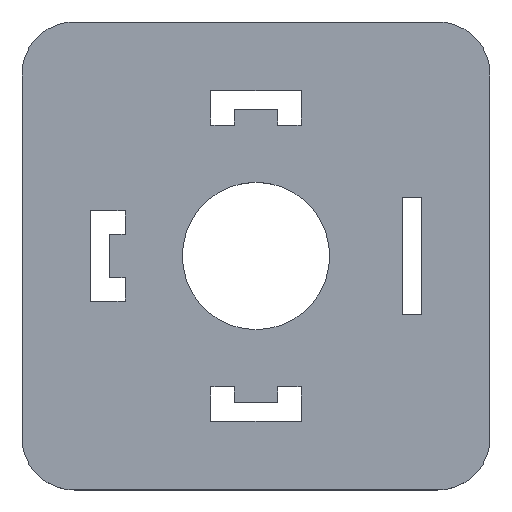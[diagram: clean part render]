
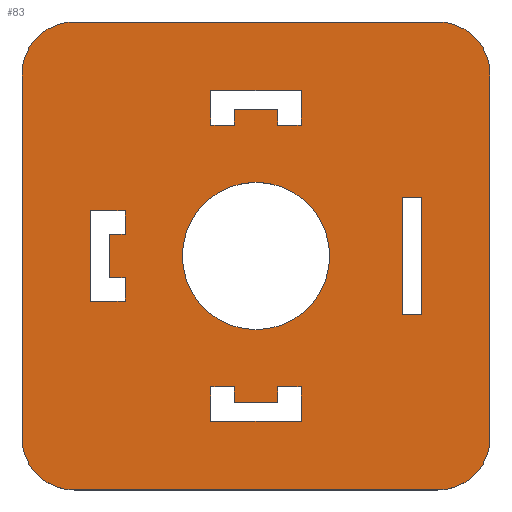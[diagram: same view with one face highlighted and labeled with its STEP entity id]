
A CAD part, top view. The second image highlights one B-rep face of the part: STEP entity #83.
In plain terms, the highlighted planar face has unit normal (0, 0, 1).
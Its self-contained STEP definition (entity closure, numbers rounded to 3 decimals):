
#83=ADVANCED_FACE('',(#166,#167,#168,#169,#170,#171),#122,.T.);
#122=PLANE('',#840);
#156=CIRCLE('',#835,4.25);
#157=CIRCLE('',#836,3.);
#158=CIRCLE('',#837,3.);
#159=CIRCLE('',#838,3.);
#160=CIRCLE('',#839,3.);
#166=FACE_BOUND('',#180,.T.);
#167=FACE_BOUND('',#181,.T.);
#168=FACE_BOUND('',#182,.T.);
#169=FACE_BOUND('',#183,.T.);
#170=FACE_BOUND('',#184,.T.);
#171=FACE_BOUND('',#185,.T.);
#180=EDGE_LOOP('',(#230,#231,#232,#233,#234,#235,#236,#237));
#181=EDGE_LOOP('',(#238,#239,#240,#241,#242,#243,#244,#245));
#182=EDGE_LOOP('',(#246,#247,#248,#249,#250,#251,#252,#253));
#183=EDGE_LOOP('',(#254,#255,#256,#257));
#184=EDGE_LOOP('',(#258));
#185=EDGE_LOOP('',(#259,#260,#261,#262,#263,#264,#265,#266));
#230=ORIENTED_EDGE('',*,*,#524,.F.);
#231=ORIENTED_EDGE('',*,*,#525,.F.);
#232=ORIENTED_EDGE('',*,*,#526,.T.);
#233=ORIENTED_EDGE('',*,*,#527,.F.);
#234=ORIENTED_EDGE('',*,*,#528,.F.);
#235=ORIENTED_EDGE('',*,*,#529,.T.);
#236=ORIENTED_EDGE('',*,*,#530,.T.);
#237=ORIENTED_EDGE('',*,*,#531,.F.);
#238=ORIENTED_EDGE('',*,*,#532,.F.);
#239=ORIENTED_EDGE('',*,*,#533,.F.);
#240=ORIENTED_EDGE('',*,*,#534,.T.);
#241=ORIENTED_EDGE('',*,*,#535,.F.);
#242=ORIENTED_EDGE('',*,*,#536,.F.);
#243=ORIENTED_EDGE('',*,*,#537,.T.);
#244=ORIENTED_EDGE('',*,*,#538,.T.);
#245=ORIENTED_EDGE('',*,*,#539,.F.);
#246=ORIENTED_EDGE('',*,*,#540,.F.);
#247=ORIENTED_EDGE('',*,*,#541,.F.);
#248=ORIENTED_EDGE('',*,*,#542,.T.);
#249=ORIENTED_EDGE('',*,*,#543,.F.);
#250=ORIENTED_EDGE('',*,*,#544,.F.);
#251=ORIENTED_EDGE('',*,*,#545,.T.);
#252=ORIENTED_EDGE('',*,*,#546,.T.);
#253=ORIENTED_EDGE('',*,*,#547,.F.);
#254=ORIENTED_EDGE('',*,*,#548,.F.);
#255=ORIENTED_EDGE('',*,*,#549,.T.);
#256=ORIENTED_EDGE('',*,*,#550,.T.);
#257=ORIENTED_EDGE('',*,*,#551,.F.);
#258=ORIENTED_EDGE('',*,*,#552,.T.);
#259=ORIENTED_EDGE('',*,*,#553,.F.);
#260=ORIENTED_EDGE('',*,*,#554,.T.);
#261=ORIENTED_EDGE('',*,*,#555,.F.);
#262=ORIENTED_EDGE('',*,*,#556,.T.);
#263=ORIENTED_EDGE('',*,*,#557,.F.);
#264=ORIENTED_EDGE('',*,*,#558,.T.);
#265=ORIENTED_EDGE('',*,*,#559,.F.);
#266=ORIENTED_EDGE('',*,*,#560,.T.);
#450=VERTEX_POINT('',#1086);
#451=VERTEX_POINT('',#1087);
#452=VERTEX_POINT('',#1089);
#453=VERTEX_POINT('',#1091);
#454=VERTEX_POINT('',#1093);
#455=VERTEX_POINT('',#1095);
#456=VERTEX_POINT('',#1097);
#457=VERTEX_POINT('',#1099);
#458=VERTEX_POINT('',#1102);
#459=VERTEX_POINT('',#1103);
#460=VERTEX_POINT('',#1105);
#461=VERTEX_POINT('',#1107);
#462=VERTEX_POINT('',#1109);
#463=VERTEX_POINT('',#1111);
#464=VERTEX_POINT('',#1113);
#465=VERTEX_POINT('',#1115);
#466=VERTEX_POINT('',#1118);
#467=VERTEX_POINT('',#1119);
#468=VERTEX_POINT('',#1121);
#469=VERTEX_POINT('',#1123);
#470=VERTEX_POINT('',#1125);
#471=VERTEX_POINT('',#1127);
#472=VERTEX_POINT('',#1129);
#473=VERTEX_POINT('',#1131);
#474=VERTEX_POINT('',#1134);
#475=VERTEX_POINT('',#1135);
#476=VERTEX_POINT('',#1137);
#477=VERTEX_POINT('',#1139);
#478=VERTEX_POINT('',#1142);
#479=VERTEX_POINT('',#1144);
#480=VERTEX_POINT('',#1145);
#481=VERTEX_POINT('',#1147);
#482=VERTEX_POINT('',#1149);
#483=VERTEX_POINT('',#1151);
#484=VERTEX_POINT('',#1153);
#485=VERTEX_POINT('',#1155);
#486=VERTEX_POINT('',#1157);
#524=EDGE_CURVE('',#450,#451,#634,.T.);
#525=EDGE_CURVE('',#452,#450,#635,.T.);
#526=EDGE_CURVE('',#452,#453,#636,.T.);
#527=EDGE_CURVE('',#454,#453,#637,.T.);
#528=EDGE_CURVE('',#455,#454,#638,.T.);
#529=EDGE_CURVE('',#455,#456,#639,.T.);
#530=EDGE_CURVE('',#456,#457,#640,.T.);
#531=EDGE_CURVE('',#451,#457,#641,.T.);
#532=EDGE_CURVE('',#458,#459,#642,.T.);
#533=EDGE_CURVE('',#460,#458,#643,.T.);
#534=EDGE_CURVE('',#460,#461,#644,.T.);
#535=EDGE_CURVE('',#462,#461,#645,.T.);
#536=EDGE_CURVE('',#463,#462,#646,.T.);
#537=EDGE_CURVE('',#463,#464,#647,.T.);
#538=EDGE_CURVE('',#464,#465,#648,.T.);
#539=EDGE_CURVE('',#459,#465,#649,.T.);
#540=EDGE_CURVE('',#466,#467,#650,.T.);
#541=EDGE_CURVE('',#468,#466,#651,.T.);
#542=EDGE_CURVE('',#468,#469,#652,.T.);
#543=EDGE_CURVE('',#470,#469,#653,.T.);
#544=EDGE_CURVE('',#471,#470,#654,.T.);
#545=EDGE_CURVE('',#471,#472,#655,.T.);
#546=EDGE_CURVE('',#472,#473,#656,.T.);
#547=EDGE_CURVE('',#467,#473,#657,.T.);
#548=EDGE_CURVE('',#474,#475,#658,.T.);
#549=EDGE_CURVE('',#474,#476,#659,.T.);
#550=EDGE_CURVE('',#476,#477,#660,.T.);
#551=EDGE_CURVE('',#475,#477,#661,.T.);
#552=EDGE_CURVE('',#478,#478,#156,.T.);
#553=EDGE_CURVE('',#479,#480,#662,.T.);
#554=EDGE_CURVE('',#479,#481,#157,.T.);
#555=EDGE_CURVE('',#482,#481,#663,.T.);
#556=EDGE_CURVE('',#482,#483,#158,.T.);
#557=EDGE_CURVE('',#484,#483,#664,.T.);
#558=EDGE_CURVE('',#484,#485,#159,.T.);
#559=EDGE_CURVE('',#486,#485,#665,.T.);
#560=EDGE_CURVE('',#486,#480,#160,.T.);
#634=LINE('',#1085,#734);
#635=LINE('',#1088,#735);
#636=LINE('',#1090,#736);
#637=LINE('',#1092,#737);
#638=LINE('',#1094,#738);
#639=LINE('',#1096,#739);
#640=LINE('',#1098,#740);
#641=LINE('',#1100,#741);
#642=LINE('',#1101,#742);
#643=LINE('',#1104,#743);
#644=LINE('',#1106,#744);
#645=LINE('',#1108,#745);
#646=LINE('',#1110,#746);
#647=LINE('',#1112,#747);
#648=LINE('',#1114,#748);
#649=LINE('',#1116,#749);
#650=LINE('',#1117,#750);
#651=LINE('',#1120,#751);
#652=LINE('',#1122,#752);
#653=LINE('',#1124,#753);
#654=LINE('',#1126,#754);
#655=LINE('',#1128,#755);
#656=LINE('',#1130,#756);
#657=LINE('',#1132,#757);
#658=LINE('',#1133,#758);
#659=LINE('',#1136,#759);
#660=LINE('',#1138,#760);
#661=LINE('',#1140,#761);
#662=LINE('',#1143,#762);
#663=LINE('',#1148,#763);
#664=LINE('',#1152,#764);
#665=LINE('',#1156,#765);
#734=VECTOR('',#886,1.);
#735=VECTOR('',#887,1.);
#736=VECTOR('',#888,1.);
#737=VECTOR('',#889,1.);
#738=VECTOR('',#890,1.);
#739=VECTOR('',#891,1.);
#740=VECTOR('',#892,1.);
#741=VECTOR('',#893,1.);
#742=VECTOR('',#894,1.);
#743=VECTOR('',#895,1.);
#744=VECTOR('',#896,1.);
#745=VECTOR('',#897,1.);
#746=VECTOR('',#898,1.);
#747=VECTOR('',#899,1.);
#748=VECTOR('',#900,1.);
#749=VECTOR('',#901,1.);
#750=VECTOR('',#902,1.);
#751=VECTOR('',#903,1.);
#752=VECTOR('',#904,1.);
#753=VECTOR('',#905,1.);
#754=VECTOR('',#906,1.);
#755=VECTOR('',#907,1.);
#756=VECTOR('',#908,1.);
#757=VECTOR('',#909,1.);
#758=VECTOR('',#910,1.);
#759=VECTOR('',#911,1.);
#760=VECTOR('',#912,1.);
#761=VECTOR('',#913,1.);
#762=VECTOR('',#916,1.);
#763=VECTOR('',#919,1.);
#764=VECTOR('',#922,1.);
#765=VECTOR('',#925,1.);
#835=AXIS2_PLACEMENT_3D('',#1141,#914,#915);
#836=AXIS2_PLACEMENT_3D('',#1146,#917,#918);
#837=AXIS2_PLACEMENT_3D('',#1150,#920,#921);
#838=AXIS2_PLACEMENT_3D('',#1154,#923,#924);
#839=AXIS2_PLACEMENT_3D('',#1158,#926,#927);
#840=AXIS2_PLACEMENT_3D('',#1159,#928,#929);
#886=DIRECTION('',(0.,1.,0.));
#887=DIRECTION('',(-1.,0.,0.));
#888=DIRECTION('',(0.,1.,0.));
#889=DIRECTION('',(-1.,0.,0.));
#890=DIRECTION('',(0.,1.,0.));
#891=DIRECTION('',(-1.,0.,0.));
#892=DIRECTION('',(0.,1.,0.));
#893=DIRECTION('',(-1.,0.,0.));
#894=DIRECTION('',(1.,0.,0.));
#895=DIRECTION('',(0.,1.,0.));
#896=DIRECTION('',(1.,0.,0.));
#897=DIRECTION('',(0.,1.,0.));
#898=DIRECTION('',(1.,0.,0.));
#899=DIRECTION('',(0.,1.,0.));
#900=DIRECTION('',(1.,0.,0.));
#901=DIRECTION('',(0.,1.,0.));
#902=DIRECTION('',(0.,-1.,0.));
#903=DIRECTION('',(1.,0.,0.));
#904=DIRECTION('',(0.,-1.,0.));
#905=DIRECTION('',(1.,0.,0.));
#906=DIRECTION('',(0.,-1.,0.));
#907=DIRECTION('',(1.,0.,0.));
#908=DIRECTION('',(0.,-1.,0.));
#909=DIRECTION('',(1.,0.,0.));
#910=DIRECTION('',(1.,0.,0.));
#911=DIRECTION('',(0.,1.,0.));
#912=DIRECTION('',(1.,0.,0.));
#913=DIRECTION('',(0.,1.,0.));
#914=DIRECTION('',(0.,0.,-1.));
#915=DIRECTION('',(-1.,0.,0.));
#916=DIRECTION('',(1.,0.,0.));
#917=DIRECTION('',(0.,0.,1.));
#918=DIRECTION('',(1.,0.,0.));
#919=DIRECTION('',(0.,1.,0.));
#920=DIRECTION('',(0.,0.,1.));
#921=DIRECTION('',(1.,0.,0.));
#922=DIRECTION('',(-1.,0.,0.));
#923=DIRECTION('',(0.,0.,1.));
#924=DIRECTION('',(1.,0.,0.));
#925=DIRECTION('',(0.,-1.,0.));
#926=DIRECTION('',(0.,0.,1.));
#927=DIRECTION('',(1.,0.,0.));
#928=DIRECTION('',(0.,0.,1.));
#929=DIRECTION('',(1.,0.,0.));
#1085=CARTESIAN_POINT('',(12.25,5.05,1.5));
#1086=CARTESIAN_POINT('',(12.25,5.05,1.5));
#1087=CARTESIAN_POINT('',(12.25,5.95,1.5));
#1088=CARTESIAN_POINT('',(16.1,5.05,1.5));
#1089=CARTESIAN_POINT('',(14.75,5.05,1.5));
#1090=CARTESIAN_POINT('',(14.75,5.05,1.5));
#1091=CARTESIAN_POINT('',(14.75,5.95,1.5));
#1092=CARTESIAN_POINT('',(16.1,5.95,1.5));
#1093=CARTESIAN_POINT('',(16.1,5.95,1.5));
#1094=CARTESIAN_POINT('',(16.1,3.95,1.5));
#1095=CARTESIAN_POINT('',(16.1,3.95,1.5));
#1096=CARTESIAN_POINT('',(16.1,3.95,1.5));
#1097=CARTESIAN_POINT('',(10.9,3.95,1.5));
#1098=CARTESIAN_POINT('',(10.9,3.95,1.5));
#1099=CARTESIAN_POINT('',(10.9,5.95,1.5));
#1100=CARTESIAN_POINT('',(12.25,5.95,1.5));
#1101=CARTESIAN_POINT('',(5.05,14.75,1.5));
#1102=CARTESIAN_POINT('',(5.05,14.75,1.5));
#1103=CARTESIAN_POINT('',(5.95,14.75,1.5));
#1104=CARTESIAN_POINT('',(5.05,10.9,1.5));
#1105=CARTESIAN_POINT('',(5.05,12.25,1.5));
#1106=CARTESIAN_POINT('',(5.05,12.25,1.5));
#1107=CARTESIAN_POINT('',(5.95,12.25,1.5));
#1108=CARTESIAN_POINT('',(5.95,10.9,1.5));
#1109=CARTESIAN_POINT('',(5.95,10.9,1.5));
#1110=CARTESIAN_POINT('',(3.95,10.9,1.5));
#1111=CARTESIAN_POINT('',(3.95,10.9,1.5));
#1112=CARTESIAN_POINT('',(3.95,10.9,1.5));
#1113=CARTESIAN_POINT('',(3.95,16.1,1.5));
#1114=CARTESIAN_POINT('',(3.95,16.1,1.5));
#1115=CARTESIAN_POINT('',(5.95,16.1,1.5));
#1116=CARTESIAN_POINT('',(5.95,14.75,1.5));
#1117=CARTESIAN_POINT('',(14.75,21.95,1.5));
#1118=CARTESIAN_POINT('',(14.75,21.95,1.5));
#1119=CARTESIAN_POINT('',(14.75,21.05,1.5));
#1120=CARTESIAN_POINT('',(10.9,21.95,1.5));
#1121=CARTESIAN_POINT('',(12.25,21.95,1.5));
#1122=CARTESIAN_POINT('',(12.25,21.95,1.5));
#1123=CARTESIAN_POINT('',(12.25,21.05,1.5));
#1124=CARTESIAN_POINT('',(10.9,21.05,1.5));
#1125=CARTESIAN_POINT('',(10.9,21.05,1.5));
#1126=CARTESIAN_POINT('',(10.9,23.05,1.5));
#1127=CARTESIAN_POINT('',(10.9,23.05,1.5));
#1128=CARTESIAN_POINT('',(10.9,23.05,1.5));
#1129=CARTESIAN_POINT('',(16.1,23.05,1.5));
#1130=CARTESIAN_POINT('',(16.1,23.05,1.5));
#1131=CARTESIAN_POINT('',(16.1,21.05,1.5));
#1132=CARTESIAN_POINT('',(14.75,21.05,1.5));
#1133=CARTESIAN_POINT('',(21.95,10.15,1.5));
#1134=CARTESIAN_POINT('',(21.95,10.15,1.5));
#1135=CARTESIAN_POINT('',(23.05,10.15,1.5));
#1136=CARTESIAN_POINT('',(21.95,10.15,1.5));
#1137=CARTESIAN_POINT('',(21.95,16.85,1.5));
#1138=CARTESIAN_POINT('',(21.95,16.85,1.5));
#1139=CARTESIAN_POINT('',(23.05,16.85,1.5));
#1140=CARTESIAN_POINT('',(23.05,10.15,1.5));
#1141=CARTESIAN_POINT('',(13.5,13.5,1.5));
#1142=CARTESIAN_POINT('',(9.25,13.5,1.5));
#1143=CARTESIAN_POINT('',(13.5,27.,1.5));
#1144=CARTESIAN_POINT('',(3.,27.,1.5));
#1145=CARTESIAN_POINT('',(24.,27.,1.5));
#1146=CARTESIAN_POINT('',(3.,24.,1.5));
#1147=CARTESIAN_POINT('',(0.,24.,1.5));
#1148=CARTESIAN_POINT('',(0.,13.5,1.5));
#1149=CARTESIAN_POINT('',(0.,3.,1.5));
#1150=CARTESIAN_POINT('',(3.,3.,1.5));
#1151=CARTESIAN_POINT('',(3.,0.,1.5));
#1152=CARTESIAN_POINT('',(13.5,0.,1.5));
#1153=CARTESIAN_POINT('',(24.,0.,1.5));
#1154=CARTESIAN_POINT('',(24.,3.,1.5));
#1155=CARTESIAN_POINT('',(27.,3.,1.5));
#1156=CARTESIAN_POINT('',(27.,13.5,1.5));
#1157=CARTESIAN_POINT('',(27.,24.,1.5));
#1158=CARTESIAN_POINT('',(24.,24.,1.5));
#1159=CARTESIAN_POINT('',(13.5,13.5,1.5));
